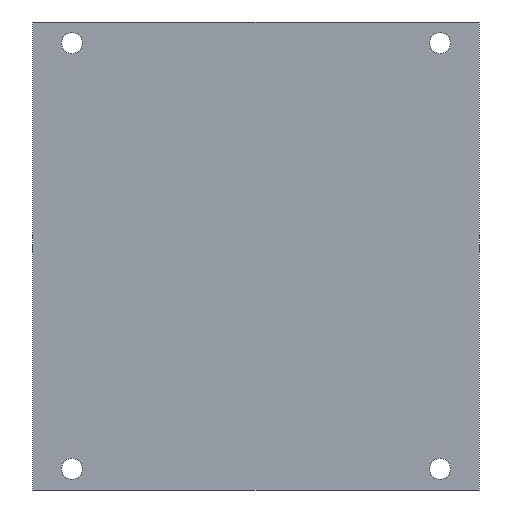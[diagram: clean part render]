
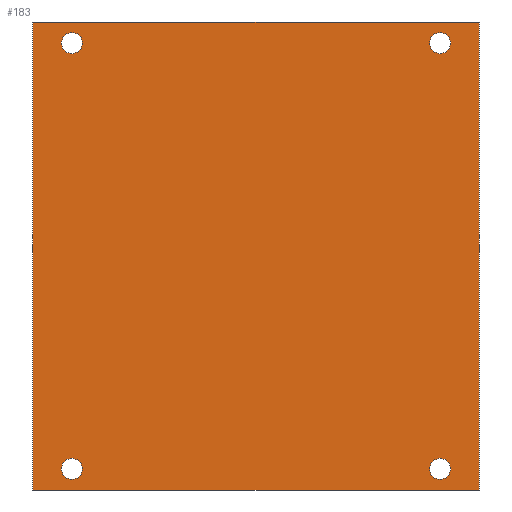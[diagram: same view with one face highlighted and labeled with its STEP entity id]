
A CAD part, front view. The second image highlights one B-rep face of the part: STEP entity #183.
In plain terms, the highlighted planar face has unit normal (0, -1, 0).
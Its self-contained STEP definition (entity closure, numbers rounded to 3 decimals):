
#100=CARTESIAN_POINT('',(70.0,0.0,85.0));
#101=VERTEX_POINT('',#100);
#102=CARTESIAN_POINT('',(70.0,0.0,81.0));
#103=DIRECTION('',(0.0,1.0,0.0));
#104=DIRECTION('',(0.0,-0.0,1.0));
#105=AXIS2_PLACEMENT_3D('',#102,#103,#104);
#106=CIRCLE('',#105,4.0);
#107=EDGE_CURVE('no 201',#101,#101,#106,.T.);
#108=ORIENTED_EDGE('',*,*,#107,.T.);
#109=EDGE_LOOP('',(#108));
#110=FACE_OUTER_BOUND('',#109,.T.);
#111=CARTESIAN_POINT('',(-70.0,0.0,-77.0));
#112=VERTEX_POINT('',#111);
#113=CARTESIAN_POINT('',(-70.0,0.0,-81.0));
#114=DIRECTION('',(0.0,1.0,0.0));
#115=DIRECTION('',(0.0,-0.0,1.0));
#116=AXIS2_PLACEMENT_3D('',#113,#114,#115);
#117=CIRCLE('',#116,4.0);
#118=EDGE_CURVE('no 125',#112,#112,#117,.T.);
#119=ORIENTED_EDGE('',*,*,#118,.T.);
#120=EDGE_LOOP('',(#119));
#121=FACE_BOUND('',#120,.T.);
#122=CARTESIAN_POINT('',(85.0,0.0,89.0));
#123=VERTEX_POINT('',#122);
#124=CARTESIAN_POINT('',(85.0,0.0,-89.0));
#125=VERTEX_POINT('',#124);
#126=CARTESIAN_POINT('',(85.0,0.0,89.0));
#127=DIRECTION('',(0.0,0.0,-1.0));
#128=VECTOR('',#127,1.0);
#129=LINE('',#126,#128);
#130=EDGE_CURVE('no 62',#123,#125,#129,.T.);
#131=ORIENTED_EDGE('',*,*,#130,.F.);
#132=CARTESIAN_POINT('',(-85.0,0.0,89.0));
#133=VERTEX_POINT('',#132);
#134=CARTESIAN_POINT('',(-85.0,0.0,89.0));
#135=DIRECTION('',(1.0,0.0,0.0));
#136=VECTOR('',#135,1.0);
#137=LINE('',#134,#136);
#138=EDGE_CURVE('no 50',#133,#123,#137,.T.);
#139=ORIENTED_EDGE('',*,*,#138,.F.);
#140=CARTESIAN_POINT('',(-85.0,0.0,-89.0));
#141=VERTEX_POINT('',#140);
#142=CARTESIAN_POINT('',(-85.0,0.0,89.0));
#143=DIRECTION('',(0.0,0.0,1.0));
#144=VECTOR('',#143,1.0);
#145=LINE('',#142,#144);
#146=EDGE_CURVE('no 54',#141,#133,#145,.T.);
#147=ORIENTED_EDGE('',*,*,#146,.F.);
#148=CARTESIAN_POINT('',(-85.0,0.0,-89.0));
#149=DIRECTION('',(-1.0,0.0,0.0));
#150=VECTOR('',#149,1.0);
#151=LINE('',#148,#150);
#152=EDGE_CURVE('no 58',#125,#141,#151,.T.);
#153=ORIENTED_EDGE('',*,*,#152,.F.);
#154=EDGE_LOOP('',(#131,#139,#147,#153));
#155=FACE_BOUND('',#154,.T.);
#156=CARTESIAN_POINT('',(70.0,0.0,-85.0));
#157=VERTEX_POINT('',#156);
#158=CARTESIAN_POINT('',(70.0,0.0,-81.0));
#159=DIRECTION('',(0.0,1.0,-0.0));
#160=DIRECTION('',(0.0,-0.0,-1.0));
#161=AXIS2_PLACEMENT_3D('',#158,#159,#160);
#162=CIRCLE('',#161,4.0);
#163=EDGE_CURVE('no 163',#157,#157,#162,.T.);
#164=ORIENTED_EDGE('',*,*,#163,.T.);
#165=EDGE_LOOP('',(#164));
#166=FACE_BOUND('',#165,.T.);
#167=CARTESIAN_POINT('',(-70.0,0.0,77.0));
#168=VERTEX_POINT('',#167);
#169=CARTESIAN_POINT('',(-70.0,0.0,81.0));
#170=DIRECTION('',(0.0,1.0,-0.0));
#171=DIRECTION('',(0.0,-0.0,-1.0));
#172=AXIS2_PLACEMENT_3D('',#169,#170,#171);
#173=CIRCLE('',#172,4.0);
#174=EDGE_CURVE('no 239',#168,#168,#173,.T.);
#175=ORIENTED_EDGE('',*,*,#174,.T.);
#176=EDGE_LOOP('',(#175));
#177=FACE_BOUND('',#176,.T.);
#178=CARTESIAN_POINT('',(0.0,-0.0,0.0));
#179=DIRECTION('',(0.0,-1.0,0.0));
#180=DIRECTION('',(0.0,-0.0,-1.0));
#181=AXIS2_PLACEMENT_3D('',#178,#179,#180);
#182=PLANE('',#181);
#183=ADVANCED_FACE('no 230',(#110,#121,#155,#166,#177),#182,.T.);
